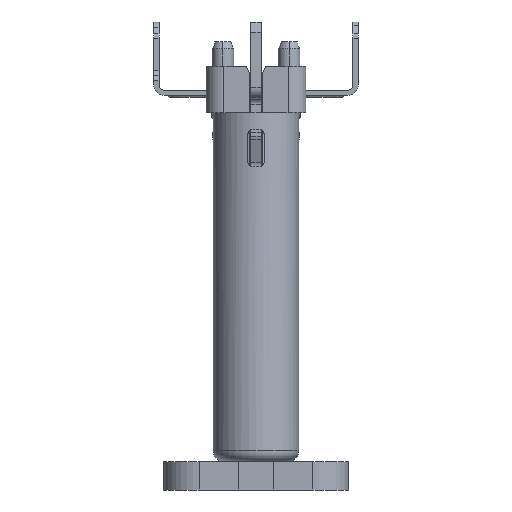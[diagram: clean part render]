
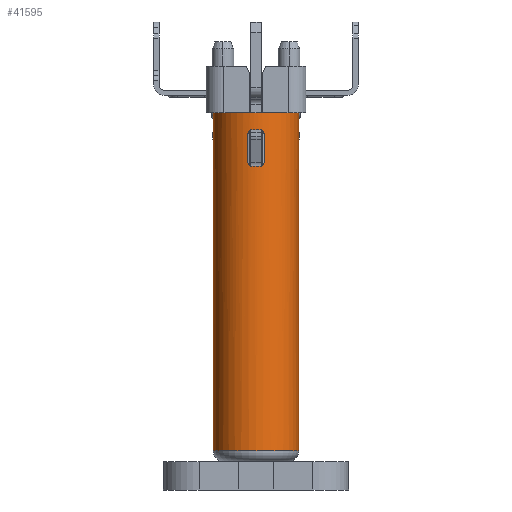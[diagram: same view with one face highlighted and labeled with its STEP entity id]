
A CAD part, left-side view. The second image highlights one B-rep face of the part: STEP entity #41595.
In plain terms, the highlighted cylindrical face has radius 1.2 mm (diameter 2.4 mm), a partial arc.
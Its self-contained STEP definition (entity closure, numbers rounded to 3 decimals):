
#792=DIRECTION('',(0.,0.,-1.));
#793=VECTOR('',#792,9.5);
#794=CARTESIAN_POINT('',(37.075,-1.2,-0.78));
#795=LINE('',#794,#793);
#796=CARTESIAN_POINT('',(37.075,0.,-10.28));
#797=DIRECTION('',(0.,0.,-1.));
#798=DIRECTION('',(0.,-1.,0.));
#799=AXIS2_PLACEMENT_3D('',#796,#797,#798);
#801=DIRECTION('',(0.,0.,1.));
#802=VECTOR('',#801,9.5);
#803=CARTESIAN_POINT('',(37.075,1.2,-10.28));
#804=LINE('',#803,#802);
#805=CARTESIAN_POINT('',(37.075,0.,-0.78));
#806=DIRECTION('',(0.,0.,-1.));
#807=DIRECTION('',(-0.99,0.142,0.));
#808=AXIS2_PLACEMENT_3D('',#805,#806,#807);
#810=CARTESIAN_POINT('',(37.075,0.,-0.78));
#811=DIRECTION('',(0.,0.,-1.));
#812=DIRECTION('',(0.,-1.,0.));
#813=AXIS2_PLACEMENT_3D('',#810,#811,#812);
#815=CARTESIAN_POINT('',(37.075,0.,-2.282));
#816=DIRECTION('',(0.,0.,-1.));
#817=DIRECTION('',(-0.995,-0.104,0.));
#818=AXIS2_PLACEMENT_3D('',#815,#816,#817);
#829=CARTESIAN_POINT('',(35.882,0.125,-2.282));
#830=CARTESIAN_POINT('',(35.883,0.136,-2.282));
#831=CARTESIAN_POINT('',(35.885,0.156,-2.278));
#832=CARTESIAN_POINT('',(35.889,0.185,-2.264));
#833=CARTESIAN_POINT('',(35.893,0.207,-2.241));
#834=CARTESIAN_POINT('',(35.896,0.222,-2.213));
#835=CARTESIAN_POINT('',(35.896,0.225,-2.192));
#836=CARTESIAN_POINT('',(35.896,0.225,-2.182));
#2367=CARTESIAN_POINT('',(37.075,0.,-0.78));
#2368=DIRECTION('',(0.,0.,-1.));
#2369=DIRECTION('',(-0.99,-0.142,0.));
#2370=AXIS2_PLACEMENT_3D('',#2367,#2368,#2369);
#31098=CARTESIAN_POINT('',(37.075,0.,-1.262));
#31099=DIRECTION('',(0.,0.,1.));
#31100=DIRECTION('',(-0.995,0.104,0.));
#31101=AXIS2_PLACEMENT_3D('',#31098,#31099,#31100);
#31108=CARTESIAN_POINT('',(35.896,0.225,
-1.362));
#31109=CARTESIAN_POINT('',(35.896,0.225,
-1.351));
#31110=CARTESIAN_POINT('',(35.896,0.222,
-1.33));
#31111=CARTESIAN_POINT('',(35.893,0.207,
-1.302));
#31112=CARTESIAN_POINT('',(35.889,0.185,
-1.28));
#31113=CARTESIAN_POINT('',(35.885,0.157,
-1.265));
#31114=CARTESIAN_POINT('',(35.883,0.136,
-1.262));
#31115=CARTESIAN_POINT('',(35.882,0.125,
-1.262));
#31130=DIRECTION('',(0.,0.,1.));
#31131=VECTOR('',#31130,0.82);
#31132=CARTESIAN_POINT('',(35.896,0.225,
-2.182));
#31133=LINE('',#31132,#31131);
#31159=CARTESIAN_POINT('',(35.882,-0.125,
-1.262));
#31160=CARTESIAN_POINT('',(35.883,-0.136,
-1.262));
#31161=CARTESIAN_POINT('',(35.885,-0.157,
-1.265));
#31162=CARTESIAN_POINT('',(35.889,-0.185,
-1.28));
#31163=CARTESIAN_POINT('',(35.893,-0.207,
-1.302));
#31164=CARTESIAN_POINT('',(35.896,-0.222,
-1.331));
#31165=CARTESIAN_POINT('',(35.896,-0.225,
-1.351));
#31166=CARTESIAN_POINT('',(35.896,-0.225,
-1.362));
#31168=DIRECTION('',(0.,0.,-1.));
#31169=VECTOR('',#31168,0.82);
#31170=CARTESIAN_POINT('',(35.896,-0.225,
-1.362));
#31171=LINE('',#31170,#31169);
#31193=CARTESIAN_POINT('',(35.896,-0.225,
-2.182));
#31194=CARTESIAN_POINT('',(35.896,-0.225,
-2.192));
#31195=CARTESIAN_POINT('',(35.896,-0.222,
-2.213));
#31196=CARTESIAN_POINT('',(35.893,-0.207,
-2.241));
#31197=CARTESIAN_POINT('',(35.889,-0.185,
-2.264));
#31198=CARTESIAN_POINT('',(35.885,-0.157,
-2.278));
#31199=CARTESIAN_POINT('',(35.883,-0.136,
-2.282));
#31200=CARTESIAN_POINT('',(35.882,-0.125,
-2.282));
#32005=CARTESIAN_POINT('',(37.075,1.2,
-10.28));
#32006=VERTEX_POINT('',#32005);
#32007=CARTESIAN_POINT('',(37.075,-1.2,
-10.28));
#32008=VERTEX_POINT('',#32007);
#32259=CARTESIAN_POINT('',(35.882,-0.125,-2.282));
#32260=CARTESIAN_POINT('',(35.882,0.125,
-2.282));
#32261=VERTEX_POINT('',#32259);
#32262=VERTEX_POINT('',#32260);
#32267=VERTEX_POINT('',#836);
#32490=CARTESIAN_POINT('',(35.882,0.125,
-1.262));
#32491=CARTESIAN_POINT('',(35.882,-0.125,
-1.262));
#32492=VERTEX_POINT('',#32490);
#32493=VERTEX_POINT('',#32491);
#32498=VERTEX_POINT('',#31108);
#32501=VERTEX_POINT('',#31166);
#32502=CARTESIAN_POINT('',(35.896,-0.225,
-2.182));
#32503=VERTEX_POINT('',#32502);
#35950=CARTESIAN_POINT('',(37.075,1.2,-0.78));
#35952=VERTEX_POINT('',#35950);
#35964=CARTESIAN_POINT('',(37.075,-1.2,-0.78));
#35966=VERTEX_POINT('',#35964);
#35968=CARTESIAN_POINT('',(35.887,-0.17,-0.78));
#35970=VERTEX_POINT('',#35968);
#35972=CARTESIAN_POINT('',(35.887,0.17,-0.78));
#35974=VERTEX_POINT('',#35972);
#41559=CARTESIAN_POINT('',(37.075,0.,-0.59));
#41560=DIRECTION('',(0.,0.,-1.));
#41561=DIRECTION('',(0.,-1.,0.));
#41562=AXIS2_PLACEMENT_3D('',#41559,#41560,#41561);
#41563=CYLINDRICAL_SURFACE('',#41562,1.2);
#41565=ORIENTED_EDGE('',*,*,#41564,.T.);
#41567=ORIENTED_EDGE('',*,*,#41566,.T.);
#41568=ORIENTED_EDGE('',*,*,#41275,.T.);
#41570=ORIENTED_EDGE('',*,*,#41569,.F.);
#41572=ORIENTED_EDGE('',*,*,#41571,.F.);
#41574=ORIENTED_EDGE('',*,*,#41573,.F.);
#41575=EDGE_LOOP('',(#41565,#41567,#41568,#41570,#41572,#41574));
#41576=FACE_OUTER_BOUND('',#41575,.F.);
#41578=ORIENTED_EDGE('',*,*,#41577,.F.);
#41580=ORIENTED_EDGE('',*,*,#41579,.F.);
#41582=ORIENTED_EDGE('',*,*,#41581,.F.);
#41584=ORIENTED_EDGE('',*,*,#41583,.F.);
#41586=ORIENTED_EDGE('',*,*,#41585,.F.);
#41588=ORIENTED_EDGE('',*,*,#41587,.F.);
#41590=ORIENTED_EDGE('',*,*,#41589,.F.);
#41592=ORIENTED_EDGE('',*,*,#41591,.F.);
#41593=EDGE_LOOP('',(#41578,#41580,#41582,#41584,#41586,#41588,#41590,#41592));
#41594=FACE_BOUND('',#41593,.F.);
#41595=ADVANCED_FACE('',(#41576,#41594),#41563,.T.);
#800=CIRCLE('',#799,1.2);
#809=CIRCLE('',#808,1.2);
#814=CIRCLE('',#813,1.2);
#819=CIRCLE('',#818,1.2);
#837=B_SPLINE_CURVE_WITH_KNOTS('',3,(#829,#830,#831,#832,#833,#834,#835,#836),
.UNSPECIFIED.,.F.,.F.,(4,1,1,1,1,4),(0.,0.2,0.4,0.6,0.8,1.),
.UNSPECIFIED.);
#2371=CIRCLE('',#2370,1.2);
#31102=CIRCLE('',#31101,1.2);
#31116=B_SPLINE_CURVE_WITH_KNOTS('',3,(#31108,#31109,#31110,#31111,#31112,
#31113,#31114,#31115),.UNSPECIFIED.,.F.,.F.,(4,1,1,1,1,4),(0.,0.2,0.4,
0.6,0.8,1.),.UNSPECIFIED.);
#31167=B_SPLINE_CURVE_WITH_KNOTS('',3,(#31159,#31160,#31161,#31162,#31163,
#31164,#31165,#31166),.UNSPECIFIED.,.F.,.F.,(4,1,1,1,1,4),(0.,0.2,0.4,
0.6,0.8,1.),.UNSPECIFIED.);
#31201=B_SPLINE_CURVE_WITH_KNOTS('',3,(#31193,#31194,#31195,#31196,#31197,
#31198,#31199,#31200),.UNSPECIFIED.,.F.,.F.,(4,1,1,1,1,4),(0.,0.2,0.4,
0.6,0.8,1.),.UNSPECIFIED.);
#41275=EDGE_CURVE('',#32006,#35952,#804,.T.);
#41564=EDGE_CURVE('',#35966,#32008,#795,.T.);
#41566=EDGE_CURVE('',#32008,#32006,#800,.T.);
#41569=EDGE_CURVE('',#35974,#35952,#809,.T.);
#41571=EDGE_CURVE('',#35970,#35974,#2371,.T.);
#41573=EDGE_CURVE('',#35966,#35970,#814,.T.);
#41577=EDGE_CURVE('',#32261,#32262,#819,.T.);
#41579=EDGE_CURVE('',#32503,#32261,#31201,.T.);
#41581=EDGE_CURVE('',#32501,#32503,#31171,.T.);
#41583=EDGE_CURVE('',#32493,#32501,#31167,.T.);
#41585=EDGE_CURVE('',#32492,#32493,#31102,.T.);
#41587=EDGE_CURVE('',#32498,#32492,#31116,.T.);
#41589=EDGE_CURVE('',#32267,#32498,#31133,.T.);
#41591=EDGE_CURVE('',#32262,#32267,#837,.T.);
